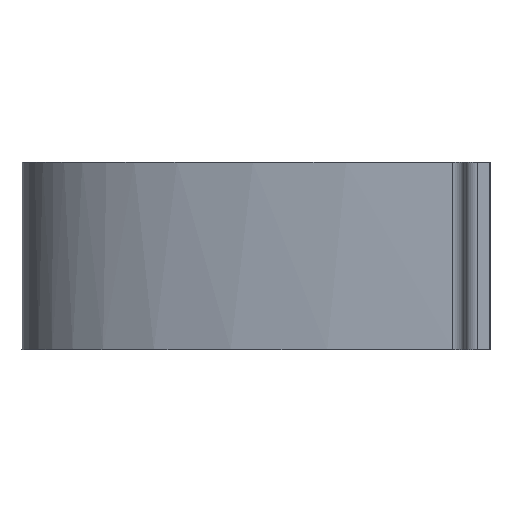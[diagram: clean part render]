
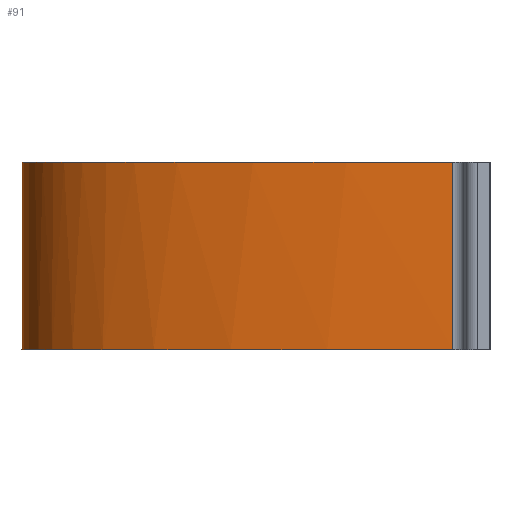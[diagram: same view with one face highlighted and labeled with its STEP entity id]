
A CAD part, left-side view. The second image highlights one B-rep face of the part: STEP entity #91.
In plain terms, the highlighted free-form (B-spline) face has degree [3, 1] with [6, 2] control points.
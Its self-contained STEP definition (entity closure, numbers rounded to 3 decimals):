
#24 = CARTESIAN_POINT ( 'NONE',  ( 30.01, 6.002, 15. ) ) ;
#40 = LINE ( 'NONE', #437, #141 ) ;
#62 = CARTESIAN_POINT ( 'NONE',  ( 30.01, 6.002, 15. ) ) ;
#75 = CARTESIAN_POINT ( 'NONE',  ( 30.01, 6.002, -15. ) ) ;
#91 = ADVANCED_FACE ( 'NONE', ( #570 ), #621, .T. ) ;
#98 = VECTOR ( 'NONE', #318, 1000. ) ;
#119 = CARTESIAN_POINT ( 'NONE',  ( -29.958, 5.95, -15. ) ) ;
#129 = CARTESIAN_POINT ( 'NONE',  ( -29.01, 44.007, 15. ) ) ;
#131 = CARTESIAN_POINT ( 'NONE',  ( -29.01, 44.007, -15. ) ) ;
#141 = VECTOR ( 'NONE', #192, 1000. ) ;
#163 = ORIENTED_EDGE ( 'NONE', *, *, #515, .T. ) ;
#167 = CARTESIAN_POINT ( 'NONE',  ( -29.01, 44.007, -15. ) ) ;
#168 = CARTESIAN_POINT ( 'NONE',  ( 30.01, 6.002, 15. ) ) ;
#176 = LINE ( 'NONE', #119, #98 ) ;
#192 = DIRECTION ( 'NONE',  ( 0., 0., -1. ) ) ;
#215 = CARTESIAN_POINT ( 'NONE',  ( -18.906, 73.709, -15. ) ) ;
#216 = CARTESIAN_POINT ( 'NONE',  ( 13.432, 76.377, 15. ) ) ;
#225 = CARTESIAN_POINT ( 'NONE',  ( 30.061, 51.942, 15. ) ) ;
#261 = EDGE_CURVE ( 'NONE', #482, #604, #176, .T. ) ;
#265 = CARTESIAN_POINT ( 'NONE',  ( -29.958, 5.95, -15. ) ) ;
#273 = CARTESIAN_POINT ( 'NONE',  ( -29.01, 44.007, 15. ) ) ;
#294 = B_SPLINE_CURVE_WITH_KNOTS ( 'NONE', 3,
 ( #62, #612, #216, #314, #273, #378 ),
 .UNSPECIFIED., .F., .F.,
 ( 4, 1, 1, 4 ),
 ( 0.005, 0.387, 0.487, 0.991 ),
 .UNSPECIFIED. ) ;
#302 = EDGE_LOOP ( 'NONE', ( #504, #163, #497, #398 ) ) ;
#305 = CARTESIAN_POINT ( 'NONE',  ( 30.01, 6.002, -15. ) ) ;
#314 = CARTESIAN_POINT ( 'NONE',  ( -18.906, 73.709, 15. ) ) ;
#318 = DIRECTION ( 'NONE',  ( 0., 0., 1. ) ) ;
#329 = CARTESIAN_POINT ( 'NONE',  ( -29.958, 5.95, -15. ) ) ;
#331 = EDGE_CURVE ( 'NONE', #482, #438, #348, .T. ) ;
#333 = CARTESIAN_POINT ( 'NONE',  ( 30.061, 51.942, -15. ) ) ;
#348 = B_SPLINE_CURVE_WITH_KNOTS ( 'NONE', 3,
 ( #265, #167, #215, #605, #505, #305 ),
 .UNSPECIFIED., .F., .F.,
 ( 4, 1, 1, 4 ),
 ( 0.009, 0.513, 0.613, 0.995 ),
 .UNSPECIFIED. ) ;
#378 = CARTESIAN_POINT ( 'NONE',  ( -29.958, 5.95, 15. ) ) ;
#379 = CARTESIAN_POINT ( 'NONE',  ( 13.432, 76.377, 15. ) ) ;
#387 = EDGE_CURVE ( 'NONE', #436, #604, #294, .T. ) ;
#398 = ORIENTED_EDGE ( 'NONE', *, *, #261, .T. ) ;
#430 = CARTESIAN_POINT ( 'NONE',  ( -29.958, 5.95, 15. ) ) ;
#435 = CARTESIAN_POINT ( 'NONE',  ( -29.958, 5.95, -15. ) ) ;
#436 = VERTEX_POINT ( 'NONE', #168 ) ;
#437 = CARTESIAN_POINT ( 'NONE',  ( 30.01, 6.002, 15. ) ) ;
#438 = VERTEX_POINT ( 'NONE', #566 ) ;
#478 = CARTESIAN_POINT ( 'NONE',  ( -18.906, 73.709, -15. ) ) ;
#482 = VERTEX_POINT ( 'NONE', #435 ) ;
#497 = ORIENTED_EDGE ( 'NONE', *, *, #331, .F. ) ;
#504 = ORIENTED_EDGE ( 'NONE', *, *, #387, .F. ) ;
#505 = CARTESIAN_POINT ( 'NONE',  ( 30.061, 51.942, -15. ) ) ;
#515 = EDGE_CURVE ( 'NONE', #436, #438, #40, .T. ) ;
#566 = CARTESIAN_POINT ( 'NONE',  ( 30.01, 6.002, -15. ) ) ;
#570 = FACE_OUTER_BOUND ( 'NONE', #302, .T. ) ;
#573 = CARTESIAN_POINT ( 'NONE',  ( -18.906, 73.709, 15. ) ) ;
#584 = CARTESIAN_POINT ( 'NONE',  ( -29.958, 5.95, 15. ) ) ;
#604 = VERTEX_POINT ( 'NONE', #584 ) ;
#605 = CARTESIAN_POINT ( 'NONE',  ( 13.432, 76.377, -15. ) ) ;
#612 = CARTESIAN_POINT ( 'NONE',  ( 30.061, 51.942, 15. ) ) ;
#619 = CARTESIAN_POINT ( 'NONE',  ( 13.432, 76.377, -15. ) ) ;
#621 = B_SPLINE_SURFACE_WITH_KNOTS ( 'NONE', 3, 1, ( 
 ( #75, #24 ),
 ( #333, #225 ),
 ( #619, #379 ),
 ( #478, #573 ),
 ( #131, #129 ),
 ( #329, #430 ) ),
 .UNSPECIFIED., .F., .F., .F.,
 ( 4, 1, 1, 4 ),
 ( 2, 2 ),
 ( 0.005, 0.387, 0.487, 0.991 ),
 ( 0., 1. ),
 .UNSPECIFIED. ) ;
